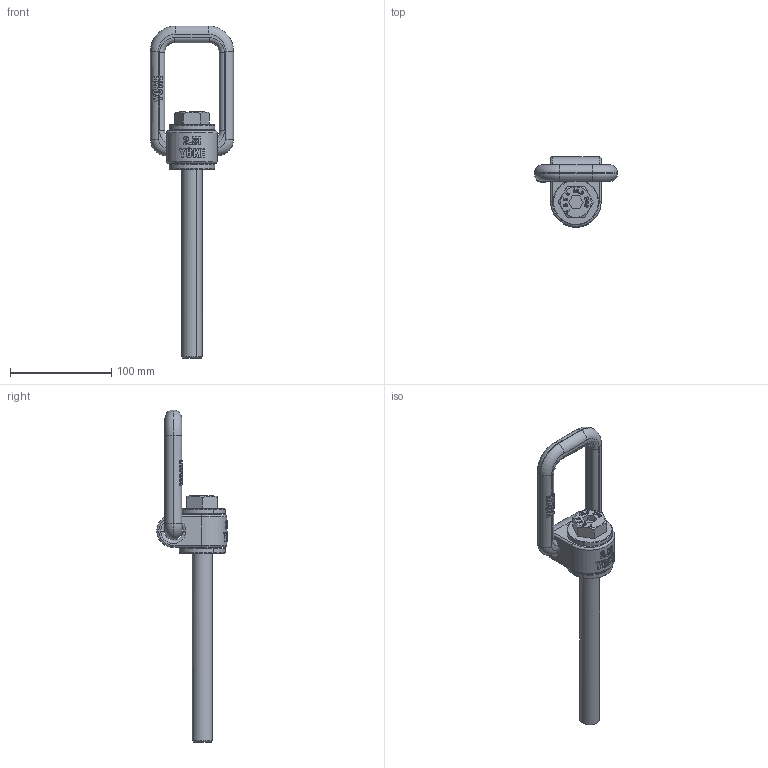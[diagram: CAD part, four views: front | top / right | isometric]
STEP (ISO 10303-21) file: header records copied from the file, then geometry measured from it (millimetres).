
FILE_DESCRIPTION(('CATIA V5 STEP Exchange'),'2;1');
FILE_NAME('8-211-025_230.stp','2014-07-08T03:31:24+00:00',('none'),('none'),'CATIA Version 5 Release 21 GA (IN-10)','CATIA V5 STEP AP214','none');
FILE_SCHEMA(('AUTOMOTIVE_DESIGN { 1 0 10303 214 1 1 1 1 }'));
Length unit declared in the file: millimetre
Products named in the file (5): 8-211-025; YK8211-040B; YK8211-025C; YK8211-025EH; YKM20x80L-025
Assembly tree (4 placements, depth 2):
  8-211-025
    YK8211-040B
    YK8211-025C
    YK8211-025EH
    YKM20x80L-025
Bounding box: 82 x 69.5 x 327.37 mm (x, y, z)
Volume: 235409 mm3; surface area: 62300 mm2
Topology: 4 solids, 4 shells, 1280 faces, 3662 edges, 2418 vertices
Faces by surface type: plane 1156, cylinder 68, torus 38, cone 18
Entity records: 44421 total; most frequent: CARTESIAN_POINT 13373, ORIENTED_EDGE 7324, DIRECTION 4985, EDGE_CURVE 3662, VERTEX_POINT 2418, VECTOR 2306, LINE 2306, AXIS2_PLACEMENT_3D 1466
